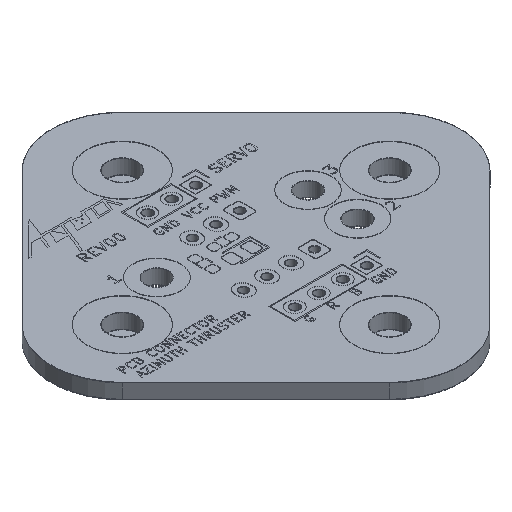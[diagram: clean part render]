
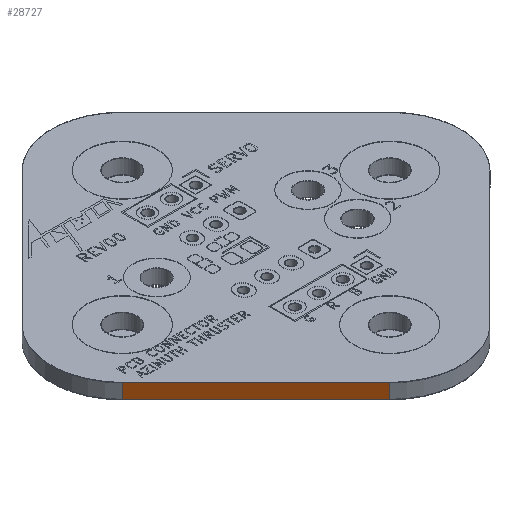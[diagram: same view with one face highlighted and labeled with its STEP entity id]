
A CAD part, isometric view. The second image highlights one B-rep face of the part: STEP entity #28727.
In plain terms, the highlighted planar face has unit normal (-0.707, -0.707, 0).
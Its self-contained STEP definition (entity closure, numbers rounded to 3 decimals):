
#28134 = VERTEX_POINT('',#28135);
#28135 = CARTESIAN_POINT('',(70.199,-72.809,0.));
#28142 = EDGE_CURVE('',#28143,#28134,#28145,.T.);
#28143 = VERTEX_POINT('',#28144);
#28144 = CARTESIAN_POINT('',(84.341,-86.951,0.));
#28145 = LINE('',#28146,#28147);
#28146 = CARTESIAN_POINT('',(84.341,-86.951,0.));
#28147 = VECTOR('',#28148,1.);
#28148 = DIRECTION('',(-0.707,0.707,0.));
#28417 = VERTEX_POINT('',#28418);
#28418 = CARTESIAN_POINT('',(70.199,-72.809,1.51));
#28425 = EDGE_CURVE('',#28426,#28417,#28428,.T.);
#28426 = VERTEX_POINT('',#28427);
#28427 = CARTESIAN_POINT('',(84.341,-86.951,1.51));
#28428 = LINE('',#28429,#28430);
#28429 = CARTESIAN_POINT('',(84.341,-86.951,1.51));
#28430 = VECTOR('',#28431,1.);
#28431 = DIRECTION('',(-0.707,0.707,0.));
#28697 = EDGE_CURVE('',#28134,#28417,#28698,.T.);
#28698 = LINE('',#28699,#28700);
#28699 = CARTESIAN_POINT('',(70.199,-72.809,0.));
#28700 = VECTOR('',#28701,1.);
#28701 = DIRECTION('',(0.,0.,1.));
#28727 = ADVANCED_FACE('',(#28728),#28739,.T.);
#28728 = FACE_BOUND('',#28729,.T.);
#28729 = EDGE_LOOP('',(#28730,#28736,#28737,#28738));
#28730 = ORIENTED_EDGE('',*,*,#28731,.T.);
#28731 = EDGE_CURVE('',#28143,#28426,#28732,.T.);
#28732 = LINE('',#28733,#28734);
#28733 = CARTESIAN_POINT('',(84.341,-86.951,0.));
#28734 = VECTOR('',#28735,1.);
#28735 = DIRECTION('',(0.,0.,1.));
#28736 = ORIENTED_EDGE('',*,*,#28425,.T.);
#28737 = ORIENTED_EDGE('',*,*,#28697,.F.);
#28738 = ORIENTED_EDGE('',*,*,#28142,.F.);
#28739 = PLANE('',#28740);
#28740 = AXIS2_PLACEMENT_3D('',#28741,#28742,#28743);
#28741 = CARTESIAN_POINT('',(84.341,-86.951,0.));
#28742 = DIRECTION('',(-0.707,-0.707,0.));
#28743 = DIRECTION('',(-0.707,0.707,0.));
